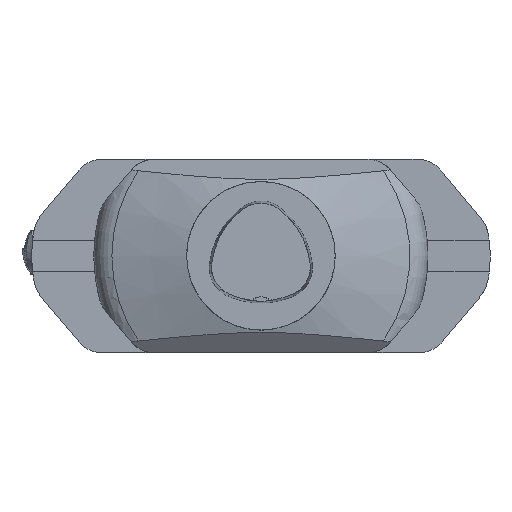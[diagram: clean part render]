
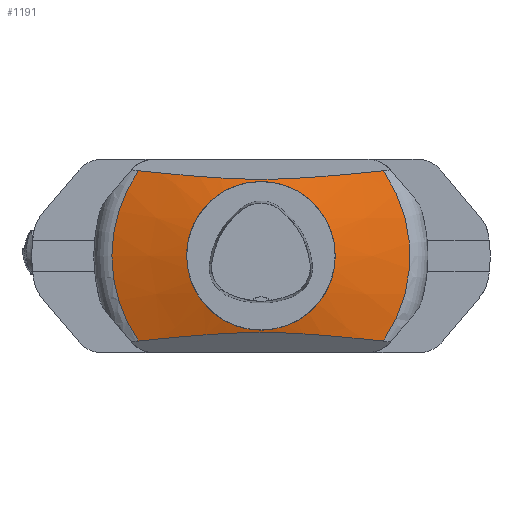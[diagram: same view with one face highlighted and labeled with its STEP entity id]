
A CAD part, top view. The second image highlights one B-rep face of the part: STEP entity #1191.
In plain terms, the highlighted conical face has half-angle 72 degrees and reference radius 39.992 mm.
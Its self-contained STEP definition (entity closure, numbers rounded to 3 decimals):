
#644=CONICAL_SURFACE('',#10775,39.993,72.);
#727=FACE_BOUND('',#2605,.T.);
#728=FACE_BOUND('',#2606,.T.);
#888=B_SPLINE_CURVE_WITH_KNOTS('',3,(#14724,#14725,#14726,#14727,#14728,
#14729,#14730,#14731,#14732,#14733,#14734,#14735),.UNSPECIFIED.,.F.,.F.,
(4,2,2,2,2,4),(0.,0.25,0.375,0.5,0.75,1.),.UNSPECIFIED.);
#889=B_SPLINE_CURVE_WITH_KNOTS('',3,(#14736,#14737,#14738,#14739,#14740,
#14741,#14742,#14743,#14744,#14745,#14746,#14747),.UNSPECIFIED.,.F.,.F.,
(4,2,2,2,2,4),(0.,0.25,0.375,0.5,0.75,1.),.UNSPECIFIED.);
#1191=ADVANCED_FACE('',(#727,#728),#644,.T.);
#2605=EDGE_LOOP('',(#3619));
#2606=EDGE_LOOP('',(#3620,#3621,#3622,#3623));
#3242=CIRCLE('',#10768,80.326);
#3244=CIRCLE('',#10771,80.326);
#3246=CIRCLE('',#10774,39.993);
#3619=ORIENTED_EDGE('',*,*,#7595,.T.);
#3620=ORIENTED_EDGE('',*,*,#7596,.F.);
#3621=ORIENTED_EDGE('',*,*,#7575,.T.);
#3622=ORIENTED_EDGE('',*,*,#7597,.F.);
#3623=ORIENTED_EDGE('',*,*,#7587,.T.);
#6573=VERTEX_POINT('',#14617);
#6574=VERTEX_POINT('',#14618);
#6585=VERTEX_POINT('',#14679);
#6586=VERTEX_POINT('',#14681);
#6593=VERTEX_POINT('',#14723);
#7575=EDGE_CURVE('',#6573,#6574,#3242,.T.);
#7587=EDGE_CURVE('',#6586,#6585,#3244,.T.);
#7595=EDGE_CURVE('',#6593,#6593,#3246,.T.);
#7596=EDGE_CURVE('',#6573,#6585,#888,.T.);
#7597=EDGE_CURVE('',#6586,#6574,#889,.T.);
#10768=AXIS2_PLACEMENT_3D('',#14616,#11813,#11814);
#10771=AXIS2_PLACEMENT_3D('',#14680,#11819,#11820);
#10774=AXIS2_PLACEMENT_3D('',#14722,#11825,#11826);
#10775=AXIS2_PLACEMENT_3D('',#14748,#11827,#11828);
#11813=DIRECTION('',(0.,0.,1.));
#11814=DIRECTION('',(-1.,0.,0.));
#11819=DIRECTION('',(0.,0.,1.));
#11820=DIRECTION('',(-1.,0.,0.));
#11825=DIRECTION('',(0.,0.,-1.));
#11826=DIRECTION('',(-1.,0.,0.));
#11827=DIRECTION('',(0.,0.,-1.));
#11828=DIRECTION('',(-1.,0.,0.));
#14616=CARTESIAN_POINT('',(0.,0.,-43.205));
#14617=CARTESIAN_POINT('',(65.929,-45.887,-43.205));
#14618=CARTESIAN_POINT('',(65.929,45.887,-43.205));
#14679=CARTESIAN_POINT('',(-65.929,-45.887,-43.205));
#14680=CARTESIAN_POINT('',(0.,0.,-43.205));
#14681=CARTESIAN_POINT('',(-65.929,45.887,-43.205));
#14722=CARTESIAN_POINT('',(0.,0.,-30.1));
#14723=CARTESIAN_POINT('',(-39.993,0.,-30.1));
#14724=CARTESIAN_POINT('',(65.929,-45.887,-43.205));
#14725=CARTESIAN_POINT('',(55.085,-44.758,-40.104));
#14726=CARTESIAN_POINT('',(44.209,-43.673,-37.122));
#14727=CARTESIAN_POINT('',(27.679,-42.352,-33.491));
#14728=CARTESIAN_POINT('',(22.13,-41.965,-32.43));
#14729=CARTESIAN_POINT('',(10.875,-41.415,-30.918));
#14730=CARTESIAN_POINT('',(5.106,-41.259,-30.488));
#14731=CARTESIAN_POINT('',(-11.853,-41.289,-30.571));
#14732=CARTESIAN_POINT('',(-22.807,-41.956,-32.403));
#14733=CARTESIAN_POINT('',(-44.488,-43.702,-37.202));
#14734=CARTESIAN_POINT('',(-55.221,-44.772,-40.142));
#14735=CARTESIAN_POINT('',(-65.929,-45.887,-43.205));
#14736=CARTESIAN_POINT('',(-65.929,45.887,-43.205));
#14737=CARTESIAN_POINT('',(-55.085,44.758,-40.104));
#14738=CARTESIAN_POINT('',(-44.209,43.673,-37.122));
#14739=CARTESIAN_POINT('',(-27.679,42.352,-33.491));
#14740=CARTESIAN_POINT('',(-22.13,41.965,-32.43));
#14741=CARTESIAN_POINT('',(-10.875,41.415,-30.918));
#14742=CARTESIAN_POINT('',(-5.106,41.259,-30.488));
#14743=CARTESIAN_POINT('',(11.853,41.289,-30.571));
#14744=CARTESIAN_POINT('',(22.807,41.956,-32.403));
#14745=CARTESIAN_POINT('',(44.488,43.702,-37.202));
#14746=CARTESIAN_POINT('',(55.221,44.772,-40.142));
#14747=CARTESIAN_POINT('',(65.929,45.887,-43.205));
#14748=CARTESIAN_POINT('',(0.,0.,-30.1));
